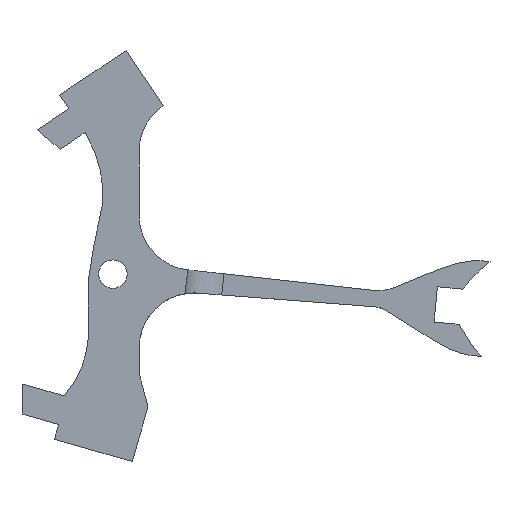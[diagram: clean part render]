
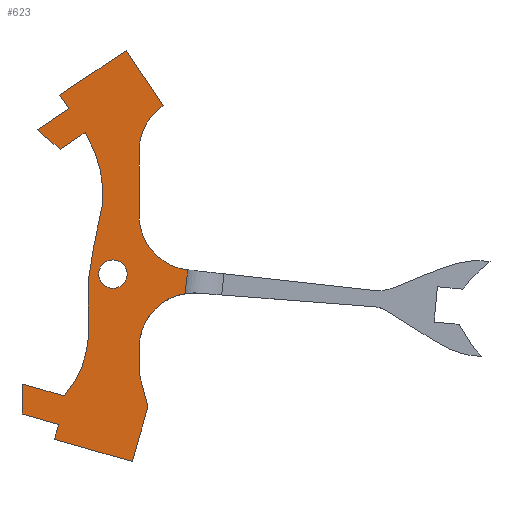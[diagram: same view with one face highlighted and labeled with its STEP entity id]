
A CAD part, front view. The second image highlights one B-rep face of the part: STEP entity #623.
In plain terms, the highlighted planar face has unit normal (0, -1, 0).
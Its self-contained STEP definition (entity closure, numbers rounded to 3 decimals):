
#20=FACE_BOUND('',#96,.T.);
#22=(
BOUNDED_CURVE()
B_SPLINE_CURVE(5,(#1236,#1237,#1238,#1239,#1240,#1241,#1242,#1243,#1244,
#1245,#1246,#1247,#1248,#1249,#1250,#1251,#1252,#1253,#1254,#1255,#1256,
#1257,#1258,#1259,#1260),.UNSPECIFIED.,.F.,.F.)
B_SPLINE_CURVE_WITH_KNOTS((6,1,1,1,1,1,1,1,1,1,1,1,1,1,1,1,1,1,1,1,6),(0.,
0.05,0.1,0.15,0.2,0.25,0.3,0.35,0.4,0.45,0.5,0.55,0.6,0.65,0.7,0.75,0.8,
0.85,0.9,0.95,1.),.UNSPECIFIED.)
CURVE()
GEOMETRIC_REPRESENTATION_ITEM()
RATIONAL_B_SPLINE_CURVE((1.,1.,1.,1.,1.,1.,1.,1.,1.,1.,1.,1.,1.,1.,1.,1.,
1.,1.,1.,1.,1.,1.,1.,1.,1.))
REPRESENTATION_ITEM('')
);
#30=PLANE('',#676);
#62=FACE_OUTER_BOUND('',#95,.T.);
#95=EDGE_LOOP('',(#458,#459,#460,#461,#462,#463,#464,#465,#466,#467,#468,
#469,#470,#471,#472,#473,#474,#475,#476,#477));
#96=EDGE_LOOP('',(#478));
#127=LINE('',#868,#198);
#137=LINE('',#1220,#208);
#138=LINE('',#1224,#209);
#139=LINE('',#1226,#210);
#140=LINE('',#1228,#211);
#141=LINE('',#1230,#212);
#142=LINE('',#1232,#213);
#143=LINE('',#1234,#214);
#144=LINE('',#1262,#215);
#145=LINE('',#1264,#216);
#146=LINE('',#1266,#217);
#147=LINE('',#1268,#218);
#148=LINE('',#1270,#219);
#149=LINE('',#1272,#220);
#150=LINE('',#1274,#221);
#151=LINE('',#1275,#222);
#198=VECTOR('',#719,10.);
#208=VECTOR('',#743,10.);
#209=VECTOR('',#746,10.);
#210=VECTOR('',#747,10.);
#211=VECTOR('',#748,10.);
#212=VECTOR('',#749,10.);
#213=VECTOR('',#750,10.);
#214=VECTOR('',#751,10.);
#215=VECTOR('',#752,10.);
#216=VECTOR('',#753,10.);
#217=VECTOR('',#754,10.);
#218=VECTOR('',#755,10.);
#219=VECTOR('',#756,10.);
#220=VECTOR('',#757,10.);
#221=VECTOR('',#758,10.);
#222=VECTOR('',#759,10.);
#268=CIRCLE('',#667,2.6);
#270=CIRCLE('',#674,10.);
#272=CIRCLE('',#677,10.);
#273=CIRCLE('',#678,10.);
#277=VERTEX_POINT('',#856);
#281=VERTEX_POINT('',#865);
#282=VERTEX_POINT('',#867);
#293=VERTEX_POINT('',#1211);
#295=VERTEX_POINT('',#1217);
#296=VERTEX_POINT('',#1219);
#297=VERTEX_POINT('',#1221);
#298=VERTEX_POINT('',#1223);
#299=VERTEX_POINT('',#1225);
#300=VERTEX_POINT('',#1227);
#301=VERTEX_POINT('',#1229);
#302=VERTEX_POINT('',#1231);
#303=VERTEX_POINT('',#1233);
#304=VERTEX_POINT('',#1235);
#305=VERTEX_POINT('',#1261);
#306=VERTEX_POINT('',#1263);
#307=VERTEX_POINT('',#1265);
#308=VERTEX_POINT('',#1267);
#309=VERTEX_POINT('',#1269);
#310=VERTEX_POINT('',#1271);
#311=VERTEX_POINT('',#1273);
#339=EDGE_CURVE('',#277,#277,#268,.T.);
#343=EDGE_CURVE('',#282,#281,#127,.T.);
#357=EDGE_CURVE('',#293,#282,#270,.T.);
#360=EDGE_CURVE('',#281,#295,#272,.T.);
#361=EDGE_CURVE('',#295,#296,#137,.T.);
#362=EDGE_CURVE('',#296,#297,#273,.T.);
#363=EDGE_CURVE('',#298,#297,#138,.T.);
#364=EDGE_CURVE('',#299,#298,#139,.T.);
#365=EDGE_CURVE('',#300,#299,#140,.T.);
#366=EDGE_CURVE('',#301,#300,#141,.T.);
#367=EDGE_CURVE('',#302,#301,#142,.F.);
#368=EDGE_CURVE('',#302,#303,#143,.T.);
#369=EDGE_CURVE('',#304,#303,#22,.T.);
#370=EDGE_CURVE('',#304,#305,#144,.T.);
#371=EDGE_CURVE('',#305,#306,#145,.T.);
#372=EDGE_CURVE('',#306,#307,#146,.T.);
#373=EDGE_CURVE('',#307,#308,#147,.T.);
#374=EDGE_CURVE('',#308,#309,#148,.T.);
#375=EDGE_CURVE('',#309,#310,#149,.T.);
#376=EDGE_CURVE('',#310,#311,#150,.T.);
#377=EDGE_CURVE('',#293,#311,#151,.T.);
#458=ORIENTED_EDGE('',*,*,#343,.T.);
#459=ORIENTED_EDGE('',*,*,#360,.T.);
#460=ORIENTED_EDGE('',*,*,#361,.T.);
#461=ORIENTED_EDGE('',*,*,#362,.T.);
#462=ORIENTED_EDGE('',*,*,#363,.F.);
#463=ORIENTED_EDGE('',*,*,#364,.F.);
#464=ORIENTED_EDGE('',*,*,#365,.F.);
#465=ORIENTED_EDGE('',*,*,#366,.F.);
#466=ORIENTED_EDGE('',*,*,#367,.F.);
#467=ORIENTED_EDGE('',*,*,#368,.T.);
#468=ORIENTED_EDGE('',*,*,#369,.F.);
#469=ORIENTED_EDGE('',*,*,#370,.T.);
#470=ORIENTED_EDGE('',*,*,#371,.T.);
#471=ORIENTED_EDGE('',*,*,#372,.T.);
#472=ORIENTED_EDGE('',*,*,#373,.T.);
#473=ORIENTED_EDGE('',*,*,#374,.T.);
#474=ORIENTED_EDGE('',*,*,#375,.T.);
#475=ORIENTED_EDGE('',*,*,#376,.T.);
#476=ORIENTED_EDGE('',*,*,#377,.F.);
#477=ORIENTED_EDGE('',*,*,#357,.T.);
#478=ORIENTED_EDGE('',*,*,#339,.T.);
#623=ADVANCED_FACE('',(#62,#20),#30,.F.);
#667=AXIS2_PLACEMENT_3D('',#858,#710,#711);
#674=AXIS2_PLACEMENT_3D('',#1212,#734,#735);
#676=AXIS2_PLACEMENT_3D('',#1216,#739,#740);
#677=AXIS2_PLACEMENT_3D('',#1218,#741,#742);
#678=AXIS2_PLACEMENT_3D('',#1222,#744,#745);
#710=DIRECTION('center_axis',(0.,1.,0.));
#711=DIRECTION('ref_axis',(1.,0.,0.));
#719=DIRECTION('',(0.11,0.,0.994));
#734=DIRECTION('center_axis',(0.,1.,0.));
#735=DIRECTION('ref_axis',(-1.,0.,0.));
#739=DIRECTION('center_axis',(0.,1.,0.));
#740=DIRECTION('ref_axis',(1.,0.,0.));
#741=DIRECTION('center_axis',(0.,1.,0.));
#742=DIRECTION('ref_axis',(-0.11,0.,-0.994));
#743=DIRECTION('',(0.,0.,1.));
#744=DIRECTION('center_axis',(0.,1.,0.));
#745=DIRECTION('ref_axis',(-1.,0.,0.));
#746=DIRECTION('',(0.559,0.,-0.829));
#747=DIRECTION('',(0.829,0.,0.559));
#748=DIRECTION('',(-0.559,0.,0.829));
#749=DIRECTION('',(0.829,0.,0.559));
#750=DIRECTION('',(0.766,0.,-0.643));
#751=DIRECTION('',(0.829,0.,0.559));
#752=DIRECTION('',(-0.962,0.,0.275));
#753=DIRECTION('',(-0.016,0.,-1.));
#754=DIRECTION('',(0.962,0.,-0.275));
#755=DIRECTION('',(-0.275,0.,-0.962));
#756=DIRECTION('',(0.962,0.,-0.275));
#757=DIRECTION('',(0.275,0.,0.962));
#758=DIRECTION('',(-0.259,0.,0.966));
#759=DIRECTION('',(0.,0.,-1.));
#856=CARTESIAN_POINT('',(53.3,0.,0.));
#858=CARTESIAN_POINT('Origin',(55.9,0.,0.));
#865=CARTESIAN_POINT('',(69.613,0.,0.777));
#867=CARTESIAN_POINT('',(69.13,0.,-3.585));
#868=CARTESIAN_POINT('',(69.587,0.,0.548));
#1211=CARTESIAN_POINT('',(60.712,0.,-13.459));
#1212=CARTESIAN_POINT('Origin',(70.712,0.,-13.459));
#1216=CARTESIAN_POINT('Origin',(82.386,0.,3.317));
#1217=CARTESIAN_POINT('',(60.712,0.,10.717));
#1218=CARTESIAN_POINT('Origin',(70.712,0.,10.717));
#1219=CARTESIAN_POINT('',(60.712,0.,22.609));
#1220=CARTESIAN_POINT('',(60.712,0.,10.717));
#1221=CARTESIAN_POINT('',(65.128,0.,30.905));
#1222=CARTESIAN_POINT('Origin',(70.712,0.,22.609));
#1223=CARTESIAN_POINT('',(58.315,0.,41.019));
#1224=CARTESIAN_POINT('',(58.315,0.,41.019));
#1225=CARTESIAN_POINT('',(46.16,0.,32.831));
#1226=CARTESIAN_POINT('',(46.16,0.,32.831));
#1227=CARTESIAN_POINT('',(47.836,0.,30.343));
#1228=CARTESIAN_POINT('',(47.836,0.,30.343));
#1229=CARTESIAN_POINT('',(42.023,0.,26.427));
#1230=CARTESIAN_POINT('',(42.454,0.,26.718));
#1231=CARTESIAN_POINT('',(46.236,0.,22.892));
#1232=CARTESIAN_POINT('',(61.717,0.,9.902));
#1233=CARTESIAN_POINT('',(50.789,0.,25.959));
#1234=CARTESIAN_POINT('',(46.667,0.,23.183));
#1235=CARTESIAN_POINT('',(46.979,0.,-22.358));
#1236=CARTESIAN_POINT('Ctrl Pts',(46.979,0.,-22.358));
#1237=CARTESIAN_POINT('Ctrl Pts',(47.325,0.,-21.931));
#1238=CARTESIAN_POINT('Ctrl Pts',(47.984,0.,-21.072));
#1239=CARTESIAN_POINT('Ctrl Pts',(48.869,0.,-19.772));
#1240=CARTESIAN_POINT('Ctrl Pts',(49.839,0.,-18.016));
#1241=CARTESIAN_POINT('Ctrl Pts',(50.707,0.,-15.78));
#1242=CARTESIAN_POINT('Ctrl Pts',(51.244,0.,-13.504));
#1243=CARTESIAN_POINT('Ctrl Pts',(51.486,0.,-11.191));
#1244=CARTESIAN_POINT('Ctrl Pts',(51.503,0.,-8.843));
#1245=CARTESIAN_POINT('Ctrl Pts',(51.402,0.,-6.466));
#1246=CARTESIAN_POINT('Ctrl Pts',(51.304,0.,-4.068));
#1247=CARTESIAN_POINT('Ctrl Pts',(51.319,0.,-1.655));
#1248=CARTESIAN_POINT('Ctrl Pts',(51.523,0.,0.768));
#1249=CARTESIAN_POINT('Ctrl Pts',(51.935,0.,3.199));
#1250=CARTESIAN_POINT('Ctrl Pts',(52.498,0.,5.639));
#1251=CARTESIAN_POINT('Ctrl Pts',(53.115,0.,8.092));
#1252=CARTESIAN_POINT('Ctrl Pts',(53.666,0.,10.564));
#1253=CARTESIAN_POINT('Ctrl Pts',(54.031,0.,13.057));
#1254=CARTESIAN_POINT('Ctrl Pts',(54.116,0.,15.578));
#1255=CARTESIAN_POINT('Ctrl Pts',(53.865,0.,18.127));
#1256=CARTESIAN_POINT('Ctrl Pts',(53.247,0.,20.706));
#1257=CARTESIAN_POINT('Ctrl Pts',(52.452,0.,22.792));
#1258=CARTESIAN_POINT('Ctrl Pts',(51.686,0.,24.37));
#1259=CARTESIAN_POINT('Ctrl Pts',(51.101,0.,25.428));
#1260=CARTESIAN_POINT('Ctrl Pts',(50.789,0.,25.959));
#1261=CARTESIAN_POINT('',(39.31,0.,-20.167));
#1262=CARTESIAN_POINT('',(58.965,0.,-25.782));
#1263=CARTESIAN_POINT('',(39.22,0.,-25.667));
#1264=CARTESIAN_POINT('',(39.463,0.,-10.891));
#1265=CARTESIAN_POINT('',(45.947,0.,-27.588));
#1266=CARTESIAN_POINT('',(39.717,0.,-25.809));
#1267=CARTESIAN_POINT('',(45.171,0.,-30.306));
#1268=CARTESIAN_POINT('',(45.947,0.,-27.588));
#1269=CARTESIAN_POINT('',(59.45,0.,-34.385));
#1270=CARTESIAN_POINT('',(45.171,0.,-30.306));
#1271=CARTESIAN_POINT('',(62.327,0.,-24.315));
#1272=CARTESIAN_POINT('',(59.45,0.,-34.385));
#1273=CARTESIAN_POINT('',(60.712,0.,-18.294));
#1274=CARTESIAN_POINT('',(62.327,0.,-24.315));
#1275=CARTESIAN_POINT('',(60.712,0.,-13.459));
